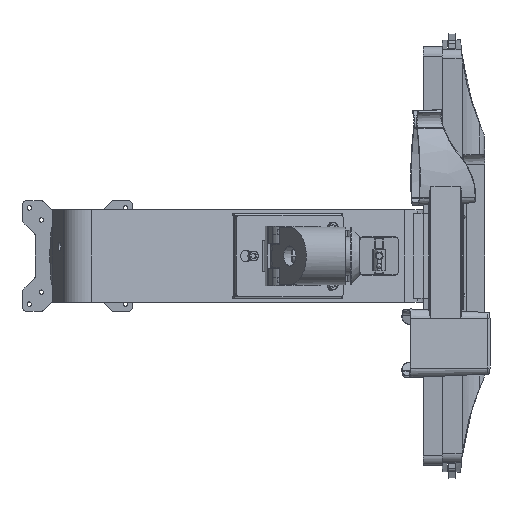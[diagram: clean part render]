
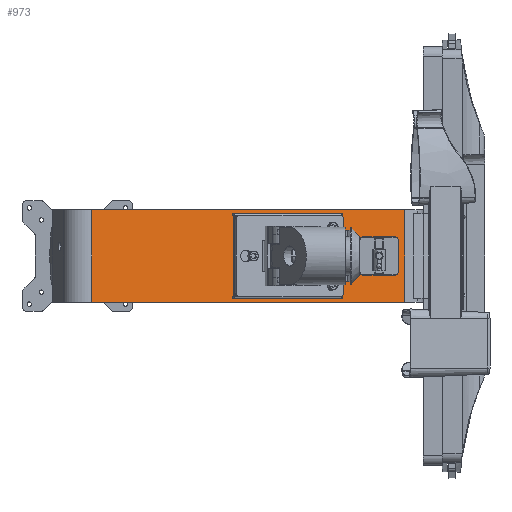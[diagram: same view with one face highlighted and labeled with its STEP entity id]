
A CAD part, left-side view. The second image highlights one B-rep face of the part: STEP entity #973.
In plain terms, the highlighted face is planar.
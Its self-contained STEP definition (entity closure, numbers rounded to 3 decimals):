
#973 = ADVANCED_FACE( '', ( #3084, #3085, #3086, #3087 ), #3088, .F. );
#3084 = FACE_OUTER_BOUND( '', #6305, .T. );
#3085 = FACE_BOUND( '', #6306, .T. );
#3086 = FACE_BOUND( '', #6307, .T. );
#3087 = FACE_BOUND( '', #6308, .T. );
#3088 = PLANE( '', #6309 );
#6305 = EDGE_LOOP( '', ( #12226, #12227, #12228, #12229 ) );
#6306 = EDGE_LOOP( '', ( #12230, #12231, #12232, #12233, #12234, #12235, #12236, #12237 ) );
#6307 = EDGE_LOOP( '', ( #12238, #12239, #12240, #12241 ) );
#6308 = EDGE_LOOP( '', ( #12242, #12243, #12244, #12245 ) );
#6309 = AXIS2_PLACEMENT_3D( '', #12246, #12247, #12248 );
#12226 = ORIENTED_EDGE( '', *, *, #20766, .T. );
#12227 = ORIENTED_EDGE( '', *, *, #20767, .T. );
#12228 = ORIENTED_EDGE( '', *, *, #20768, .F. );
#12229 = ORIENTED_EDGE( '', *, *, #20769, .F. );
#12230 = ORIENTED_EDGE( '', *, *, #20770, .T. );
#12231 = ORIENTED_EDGE( '', *, *, #20771, .T. );
#12232 = ORIENTED_EDGE( '', *, *, #20772, .T. );
#12233 = ORIENTED_EDGE( '', *, *, #20773, .T. );
#12234 = ORIENTED_EDGE( '', *, *, #20774, .T. );
#12235 = ORIENTED_EDGE( '', *, *, #20775, .T. );
#12236 = ORIENTED_EDGE( '', *, *, #20776, .T. );
#12237 = ORIENTED_EDGE( '', *, *, #20777, .T. );
#12238 = ORIENTED_EDGE( '', *, *, #20778, .F. );
#12239 = ORIENTED_EDGE( '', *, *, #20779, .T. );
#12240 = ORIENTED_EDGE( '', *, *, #20780, .F. );
#12241 = ORIENTED_EDGE( '', *, *, #20781, .F. );
#12242 = ORIENTED_EDGE( '', *, *, #20782, .F. );
#12243 = ORIENTED_EDGE( '', *, *, #20783, .T. );
#12244 = ORIENTED_EDGE( '', *, *, #20784, .T. );
#12245 = ORIENTED_EDGE( '', *, *, #20785, .T. );
#12246 = CARTESIAN_POINT( '', ( -242.936, 377.73, 44. ) );
#12247 = DIRECTION( '', ( 0.962, 0.272, 0. ) );
#12248 = DIRECTION( '', ( -0.272, 0.962, 0. ) );
#20766 = EDGE_CURVE( '', #25064, #25065, #25066, .T. );
#20767 = EDGE_CURVE( '', #25065, #25067, #25068, .T. );
#20768 = EDGE_CURVE( '', #25069, #25067, #25070, .T. );
#20769 = EDGE_CURVE( '', #25064, #25069, #25071, .T. );
#20770 = EDGE_CURVE( '', #25072, #25073, #25074, .T. );
#20771 = EDGE_CURVE( '', #25073, #25075, #25076, .T. );
#20772 = EDGE_CURVE( '', #25075, #25077, #25078, .T. );
#20773 = EDGE_CURVE( '', #25077, #25079, #25080, .T. );
#20774 = EDGE_CURVE( '', #25079, #25081, #25082, .T. );
#20775 = EDGE_CURVE( '', #25081, #25083, #25084, .T. );
#20776 = EDGE_CURVE( '', #25083, #25085, #25086, .T. );
#20777 = EDGE_CURVE( '', #25085, #25072, #25087, .T. );
#20778 = EDGE_CURVE( '', #25088, #25089, #25090, .T. );
#20779 = EDGE_CURVE( '', #25088, #25091, #25092, .T. );
#20780 = EDGE_CURVE( '', #25093, #25091, #25094, .T. );
#20781 = EDGE_CURVE( '', #25089, #25093, #25095, .T. );
#20782 = EDGE_CURVE( '', #25096, #25097, #25098, .T. );
#20783 = EDGE_CURVE( '', #25096, #25099, #25100, .T. );
#20784 = EDGE_CURVE( '', #25099, #25101, #25102, .T. );
#20785 = EDGE_CURVE( '', #25101, #25097, #25103, .T. );
#25064 = VERTEX_POINT( '', #32638 );
#25065 = VERTEX_POINT( '', #32639 );
#25066 = LINE( '', #32640, #32641 );
#25067 = VERTEX_POINT( '', #32642 );
#25068 = LINE( '', #32643, #32644 );
#25069 = VERTEX_POINT( '', #32645 );
#25070 = LINE( '', #32646, #32647 );
#25071 = LINE( '', #32648, #32649 );
#25072 = VERTEX_POINT( '', #32650 );
#25073 = VERTEX_POINT( '', #32651 );
#25074 = ELLIPSE( '', #32652, 5., 5. );
#25075 = VERTEX_POINT( '', #32653 );
#25076 = LINE( '', #32654, #32655 );
#25077 = VERTEX_POINT( '', #32656 );
#25078 = ELLIPSE( '', #32657, 5., 5. );
#25079 = VERTEX_POINT( '', #32658 );
#25080 = ELLIPSE( '', #32659, 28.172, 28.17 );
#25081 = VERTEX_POINT( '', #32660 );
#25082 = ELLIPSE( '', #32661, 5., 5. );
#25083 = VERTEX_POINT( '', #32662 );
#25084 = LINE( '', #32663, #32664 );
#25085 = VERTEX_POINT( '', #32665 );
#25086 = ELLIPSE( '', #32666, 5., 5. );
#25087 = ELLIPSE( '', #32667, 28.172, 28.17 );
#25088 = VERTEX_POINT( '', #32668 );
#25089 = VERTEX_POINT( '', #32669 );
#25090 = LINE( '', #32670, #32671 );
#25091 = VERTEX_POINT( '', #32672 );
#25092 = LINE( '', #32673, #32674 );
#25093 = VERTEX_POINT( '', #32675 );
#25094 = LINE( '', #32676, #32677 );
#25095 = LINE( '', #32678, #32679 );
#25096 = VERTEX_POINT( '', #32680 );
#25097 = VERTEX_POINT( '', #32681 );
#25098 = LINE( '', #32682, #32683 );
#25099 = VERTEX_POINT( '', #32684 );
#25100 = LINE( '', #32685, #32686 );
#25101 = VERTEX_POINT( '', #32687 );
#25102 = LINE( '', #32688, #32689 );
#25103 = LINE( '', #32690, #32691 );
#32638 = CARTESIAN_POINT( '', ( -242.936, 377.73, 47.895 ) );
#32639 = CARTESIAN_POINT( '', ( -242.936, 377.73, -47.895 ) );
#32640 = CARTESIAN_POINT( '', ( -242.936, 377.73, 44. ) );
#32641 = VECTOR( '', #41797, 1000. );
#32642 = CARTESIAN_POINT( '', ( -150.634, 50.671, -47.895 ) );
#32643 = CARTESIAN_POINT( '', ( -242.936, 377.73, -47.895 ) );
#32644 = VECTOR( '', #41798, 1000. );
#32645 = CARTESIAN_POINT( '', ( -150.634, 50.671, 47.895 ) );
#32646 = CARTESIAN_POINT( '', ( -150.634, 50.671, 44. ) );
#32647 = VECTOR( '', #41799, 1000. );
#32648 = CARTESIAN_POINT( '', ( -242.936, 377.73, 47.895 ) );
#32649 = VECTOR( '', #41800, 1000. );
#32650 = CARTESIAN_POINT( '', ( -168.677, 114.605, 6.079 ) );
#32651 = CARTESIAN_POINT( '', ( -167.351, 109.906, 10. ) );
#32652 = AXIS2_PLACEMENT_3D( '', #41801, #41802, #41803 );
#32653 = CARTESIAN_POINT( '', ( -154.887, 65.739, 10. ) );
#32654 = CARTESIAN_POINT( '', ( -242.936, 377.73, 10. ) );
#32655 = VECTOR( '', #41804, 1000. );
#32656 = CARTESIAN_POINT( '', ( -153.56, 61.04, 6.079 ) );
#32657 = AXIS2_PLACEMENT_3D( '', #41805, #41806, #41807 );
#32658 = CARTESIAN_POINT( '', ( -153.56, 61.04, -6.079 ) );
#32659 = AXIS2_PLACEMENT_3D( '', #41808, #41809, #41810 );
#32660 = CARTESIAN_POINT( '', ( -154.887, 65.739, -10. ) );
#32661 = AXIS2_PLACEMENT_3D( '', #41811, #41812, #41813 );
#32662 = CARTESIAN_POINT( '', ( -167.351, 109.906, -10. ) );
#32663 = CARTESIAN_POINT( '', ( -242.936, 377.73, -10. ) );
#32664 = VECTOR( '', #41814, 1000. );
#32665 = CARTESIAN_POINT( '', ( -168.677, 114.605, -6.079 ) );
#32666 = AXIS2_PLACEMENT_3D( '', #41815, #41816, #41817 );
#32667 = AXIS2_PLACEMENT_3D( '', #41818, #41819, #41820 );
#32668 = CARTESIAN_POINT( '', ( -201.317, 230.26, -42.1 ) );
#32669 = CARTESIAN_POINT( '', ( -201.317, 230.26, -44.6 ) );
#32670 = CARTESIAN_POINT( '', ( -201.317, 230.26, -42.1 ) );
#32671 = VECTOR( '', #41821, 1000. );
#32672 = CARTESIAN_POINT( '', ( -169.881, 118.868, -42.1 ) );
#32673 = CARTESIAN_POINT( '', ( -242.936, 377.73, -42.1 ) );
#32674 = VECTOR( '', #41822, 1000. );
#32675 = CARTESIAN_POINT( '', ( -169.881, 118.868, -44.6 ) );
#32676 = CARTESIAN_POINT( '', ( -169.881, 118.868, 44. ) );
#32677 = VECTOR( '', #41823, 1000. );
#32678 = CARTESIAN_POINT( '', ( -242.936, 377.73, -44.6 ) );
#32679 = VECTOR( '', #41824, 1000. );
#32680 = CARTESIAN_POINT( '', ( -201.317, 230.26, 42.1 ) );
#32681 = CARTESIAN_POINT( '', ( -169.881, 118.868, 42.1 ) );
#32682 = CARTESIAN_POINT( '', ( -242.936, 377.73, 42.1 ) );
#32683 = VECTOR( '', #41825, 1000. );
#32684 = CARTESIAN_POINT( '', ( -201.317, 230.26, 44.6 ) );
#32685 = CARTESIAN_POINT( '', ( -201.317, 230.26, 42.1 ) );
#32686 = VECTOR( '', #41826, 1000. );
#32687 = CARTESIAN_POINT( '', ( -169.881, 118.868, 44.6 ) );
#32688 = CARTESIAN_POINT( '', ( -242.936, 377.73, 44.6 ) );
#32689 = VECTOR( '', #41827, 1000. );
#32690 = CARTESIAN_POINT( '', ( -169.881, 118.868, 44. ) );
#32691 = VECTOR( '', #41828, 1000. );
#41797 = DIRECTION( '', ( 0., 0., -1. ) );
#41798 = DIRECTION( '', ( 0.272, -0.962, 0. ) );
#41799 = DIRECTION( '', ( 0., 0., -1. ) );
#41800 = DIRECTION( '', ( 0.272, -0.962, 0. ) );
#41801 = CARTESIAN_POINT( '', ( -167.351, 109.906, 5. ) );
#41802 = DIRECTION( '', ( 0.962, 0.272, 0. ) );
#41803 = DIRECTION( '', ( 0.272, -0.962, 0. ) );
#41804 = DIRECTION( '', ( 0.272, -0.962, 0. ) );
#41805 = CARTESIAN_POINT( '', ( -154.887, 65.739, 5. ) );
#41806 = DIRECTION( '', ( 0.962, 0.272, 0. ) );
#41807 = DIRECTION( '', ( 0.272, -0.962, 0. ) );
#41808 = CARTESIAN_POINT( '', ( -161.032, 87.514, 0. ) );
#41809 = DIRECTION( '', ( 0.962, 0.272, 0. ) );
#41810 = DIRECTION( '', ( 0.272, -0.962, 0. ) );
#41811 = CARTESIAN_POINT( '', ( -154.887, 65.739, -5. ) );
#41812 = DIRECTION( '', ( 0.962, 0.272, 0. ) );
#41813 = DIRECTION( '', ( 0.272, -0.962, 0. ) );
#41814 = DIRECTION( '', ( -0.272, 0.962, 0. ) );
#41815 = CARTESIAN_POINT( '', ( -167.351, 109.906, -5. ) );
#41816 = DIRECTION( '', ( 0.962, 0.272, 0. ) );
#41817 = DIRECTION( '', ( 0.272, -0.962, 0. ) );
#41818 = CARTESIAN_POINT( '', ( -161.206, 88.13, 0. ) );
#41819 = DIRECTION( '', ( 0.962, 0.272, 0. ) );
#41820 = DIRECTION( '', ( 0.272, -0.962, 0. ) );
#41821 = DIRECTION( '', ( 0., 0., -1. ) );
#41822 = DIRECTION( '', ( 0.272, -0.962, 0. ) );
#41823 = DIRECTION( '', ( 0., 0., 1. ) );
#41824 = DIRECTION( '', ( 0.272, -0.962, 0. ) );
#41825 = DIRECTION( '', ( 0.272, -0.962, 0. ) );
#41826 = DIRECTION( '', ( 0., 0., 1. ) );
#41827 = DIRECTION( '', ( 0.272, -0.962, 0. ) );
#41828 = DIRECTION( '', ( 0., 0., -1. ) );
